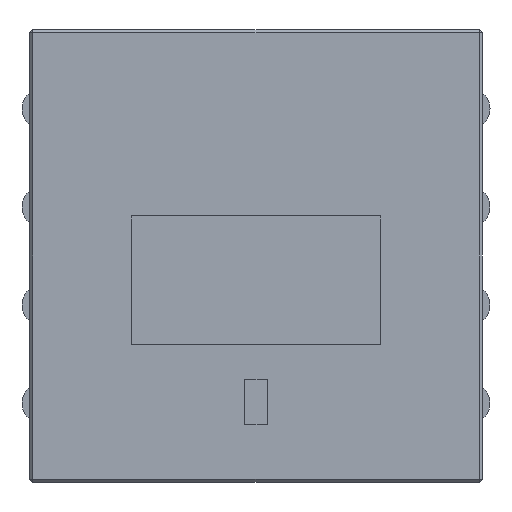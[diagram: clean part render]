
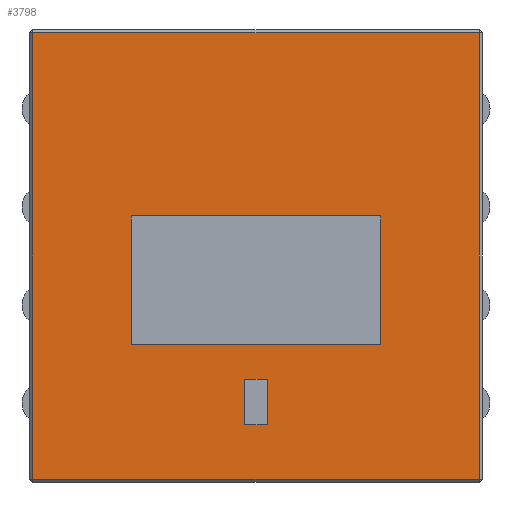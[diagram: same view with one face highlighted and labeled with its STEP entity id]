
A CAD part, front view. The second image highlights one B-rep face of the part: STEP entity #3798.
In plain terms, the highlighted planar face has unit normal (0, -1, 0).
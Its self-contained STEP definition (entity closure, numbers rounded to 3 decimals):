
#62 = ORIENTED_EDGE ( 'NONE', *, *, #4170, .T. ) ;
#63 = CARTESIAN_POINT ( 'NONE',  ( 0.075, -0.9, -1.117 ) ) ;
#107 = LINE ( 'NONE', #5580, #1530 ) ;
#147 = CARTESIAN_POINT ( 'NONE',  ( 0., -0.9, -1.48 ) ) ;
#158 = DIRECTION ( 'NONE',  ( 1., 0., 0. ) ) ;
#231 = CARTESIAN_POINT ( 'NONE',  ( 0.825, -0.9, -0.585 ) ) ;
#280 = CARTESIAN_POINT ( 'NONE',  ( -1.48, -0.9, 1.48 ) ) ;
#370 = DIRECTION ( 'NONE',  ( -1., 0., 0. ) ) ;
#377 = LINE ( 'NONE', #1828, #1142 ) ;
#383 = DIRECTION ( 'NONE',  ( 0., 0., 1. ) ) ;
#395 = LINE ( 'NONE', #4509, #3491 ) ;
#444 = LINE ( 'NONE', #3666, #3540 ) ;
#499 = EDGE_LOOP ( 'NONE', ( #755, #4420, #1068, #1599 ) ) ;
#548 = EDGE_CURVE ( 'NONE', #2360, #889, #4837, .T. ) ;
#629 = EDGE_CURVE ( 'NONE', #3662, #2431, #3346, .T. ) ;
#755 = ORIENTED_EDGE ( 'NONE', *, *, #4055, .T. ) ;
#889 = VERTEX_POINT ( 'NONE', #2019 ) ;
#970 = CARTESIAN_POINT ( 'NONE',  ( 0.825, -0.9, 0. ) ) ;
#1018 = ORIENTED_EDGE ( 'NONE', *, *, #3456, .F. ) ;
#1053 = LINE ( 'NONE', #147, #2979 ) ;
#1062 = VERTEX_POINT ( 'NONE', #2146 ) ;
#1067 = LINE ( 'NONE', #5654, #5195 ) ;
#1068 = ORIENTED_EDGE ( 'NONE', *, *, #629, .T. ) ;
#1142 = VECTOR ( 'NONE', #4187, 1000. ) ;
#1202 = AXIS2_PLACEMENT_3D ( 'NONE', #5669, #3706, #1994 ) ;
#1218 = EDGE_CURVE ( 'NONE', #5976, #2360, #2012, .T. ) ;
#1530 = VECTOR ( 'NONE', #2842, 1000. ) ;
#1599 = ORIENTED_EDGE ( 'NONE', *, *, #4866, .T. ) ;
#1660 = VERTEX_POINT ( 'NONE', #2780 ) ;
#1801 = EDGE_CURVE ( 'NONE', #1660, #3319, #1955, .T. ) ;
#1828 = CARTESIAN_POINT ( 'NONE',  ( 0., -0.9, 0.265 ) ) ;
#1838 = VECTOR ( 'NONE', #4414, 1000. ) ;
#1857 = DIRECTION ( 'NONE',  ( 1., 0., 0. ) ) ;
#1923 = DIRECTION ( 'NONE',  ( 0., 0., 1. ) ) ;
#1955 = LINE ( 'NONE', #2387, #5891 ) ;
#1994 = DIRECTION ( 'NONE',  ( 0., 0., 1. ) ) ;
#2012 = LINE ( 'NONE', #2943, #2048 ) ;
#2019 = CARTESIAN_POINT ( 'NONE',  ( 0.075, -0.9, -0.817 ) ) ;
#2026 = CARTESIAN_POINT ( 'NONE',  ( 0.075, -0.9, 0. ) ) ;
#2048 = VECTOR ( 'NONE', #5236, 1000. ) ;
#2146 = CARTESIAN_POINT ( 'NONE',  ( -0.075, -0.9, -0.817 ) ) ;
#2185 = ORIENTED_EDGE ( 'NONE', *, *, #5053, .F. ) ;
#2223 = FACE_BOUND ( 'NONE', #3136, .T. ) ;
#2340 = DIRECTION ( 'NONE',  ( 1., 0., 0. ) ) ;
#2360 = VERTEX_POINT ( 'NONE', #63 ) ;
#2373 = LINE ( 'NONE', #970, #5620 ) ;
#2387 = CARTESIAN_POINT ( 'NONE',  ( -0.825, -0.9, 0. ) ) ;
#2431 = VERTEX_POINT ( 'NONE', #3897 ) ;
#2767 = EDGE_CURVE ( 'NONE', #4629, #3662, #395, .T. ) ;
#2780 = CARTESIAN_POINT ( 'NONE',  ( -0.825, -0.9, -0.585 ) ) ;
#2842 = DIRECTION ( 'NONE',  ( 0., 0., 1. ) ) ;
#2873 = EDGE_LOOP ( 'NONE', ( #4222, #3577, #4240, #4672 ) ) ;
#2943 = CARTESIAN_POINT ( 'NONE',  ( 0., -0.9, -1.117 ) ) ;
#2979 = VECTOR ( 'NONE', #2340, 1000. ) ;
#3136 = EDGE_LOOP ( 'NONE', ( #3184, #62, #1018, #2185 ) ) ;
#3184 = ORIENTED_EDGE ( 'NONE', *, *, #1801, .T. ) ;
#3291 = CARTESIAN_POINT ( 'NONE',  ( 1.48, -0.9, 1.48 ) ) ;
#3319 = VERTEX_POINT ( 'NONE', #3450 ) ;
#3331 = CARTESIAN_POINT ( 'NONE',  ( 0.825, -0.9, 0.265 ) ) ;
#3346 = LINE ( 'NONE', #4293, #3476 ) ;
#3450 = CARTESIAN_POINT ( 'NONE',  ( -0.825, -0.9, 0.265 ) ) ;
#3456 = EDGE_CURVE ( 'NONE', #4109, #4337, #2373, .T. ) ;
#3476 = VECTOR ( 'NONE', #5673, 1000. ) ;
#3491 = VECTOR ( 'NONE', #370, 1000. ) ;
#3540 = VECTOR ( 'NONE', #383, 1000. ) ;
#3554 = FACE_BOUND ( 'NONE', #2873, .T. ) ;
#3577 = ORIENTED_EDGE ( 'NONE', *, *, #1218, .F. ) ;
#3662 = VERTEX_POINT ( 'NONE', #280 ) ;
#3666 = CARTESIAN_POINT ( 'NONE',  ( 1.48, -0.9, 0. ) ) ;
#3699 = CARTESIAN_POINT ( 'NONE',  ( 0., -0.9, -0.817 ) ) ;
#3706 = DIRECTION ( 'NONE',  ( 0., 1., 0. ) ) ;
#3752 = CARTESIAN_POINT ( 'NONE',  ( -0.075, -0.9, -1.117 ) ) ;
#3798 = ADVANCED_FACE ( 'NONE', ( #5851, #3554, #2223 ), #4140, .F. ) ;
#3848 = VECTOR ( 'NONE', #1857, 1000. ) ;
#3897 = CARTESIAN_POINT ( 'NONE',  ( -1.48, -0.9, -1.48 ) ) ;
#4055 = EDGE_CURVE ( 'NONE', #4925, #4629, #444, .T. ) ;
#4109 = VERTEX_POINT ( 'NONE', #231 ) ;
#4140 = PLANE ( 'NONE',  #1202 ) ;
#4170 = EDGE_CURVE ( 'NONE', #3319, #4337, #377, .T. ) ;
#4179 = EDGE_CURVE ( 'NONE', #1062, #889, #5952, .T. ) ;
#4187 = DIRECTION ( 'NONE',  ( 1., 0., 0. ) ) ;
#4222 = ORIENTED_EDGE ( 'NONE', *, *, #548, .F. ) ;
#4240 = ORIENTED_EDGE ( 'NONE', *, *, #4860, .T. ) ;
#4259 = DIRECTION ( 'NONE',  ( 0., 0., 1. ) ) ;
#4293 = CARTESIAN_POINT ( 'NONE',  ( -1.48, -0.9, -1.5 ) ) ;
#4337 = VERTEX_POINT ( 'NONE', #3331 ) ;
#4414 = DIRECTION ( 'NONE',  ( 0., 0., 1. ) ) ;
#4420 = ORIENTED_EDGE ( 'NONE', *, *, #2767, .T. ) ;
#4509 = CARTESIAN_POINT ( 'NONE',  ( -1.5, -0.9, 1.48 ) ) ;
#4629 = VERTEX_POINT ( 'NONE', #3291 ) ;
#4672 = ORIENTED_EDGE ( 'NONE', *, *, #4179, .T. ) ;
#4837 = LINE ( 'NONE', #2026, #1838 ) ;
#4860 = EDGE_CURVE ( 'NONE', #5976, #1062, #107, .T. ) ;
#4866 = EDGE_CURVE ( 'NONE', #2431, #4925, #1053, .T. ) ;
#4925 = VERTEX_POINT ( 'NONE', #5699 ) ;
#5053 = EDGE_CURVE ( 'NONE', #1660, #4109, #1067, .T. ) ;
#5195 = VECTOR ( 'NONE', #158, 1000. ) ;
#5236 = DIRECTION ( 'NONE',  ( 1., 0., 0. ) ) ;
#5580 = CARTESIAN_POINT ( 'NONE',  ( -0.075, -0.9, 0. ) ) ;
#5620 = VECTOR ( 'NONE', #4259, 1000. ) ;
#5654 = CARTESIAN_POINT ( 'NONE',  ( 0., -0.9, -0.585 ) ) ;
#5669 = CARTESIAN_POINT ( 'NONE',  ( 0., -0.9, 0. ) ) ;
#5673 = DIRECTION ( 'NONE',  ( 0., 0., -1. ) ) ;
#5699 = CARTESIAN_POINT ( 'NONE',  ( 1.48, -0.9, -1.48 ) ) ;
#5851 = FACE_OUTER_BOUND ( 'NONE', #499, .T. ) ;
#5891 = VECTOR ( 'NONE', #1923, 1000. ) ;
#5952 = LINE ( 'NONE', #3699, #3848 ) ;
#5976 = VERTEX_POINT ( 'NONE', #3752 ) ;
